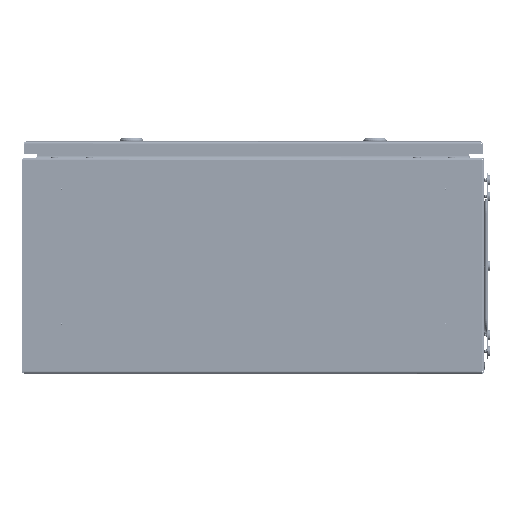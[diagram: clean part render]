
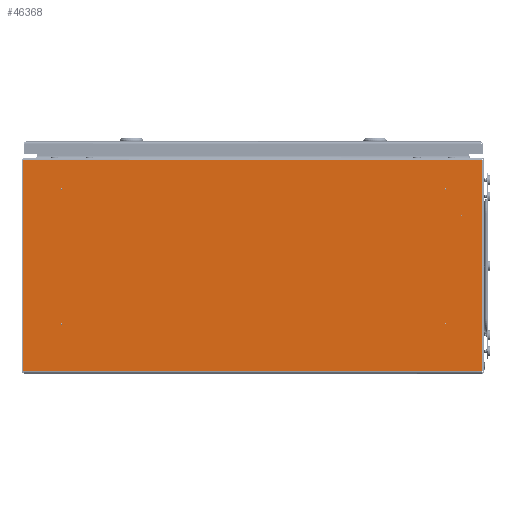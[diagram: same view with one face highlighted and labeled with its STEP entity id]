
A CAD part, left-side view. The second image highlights one B-rep face of the part: STEP entity #46368.
In plain terms, the highlighted planar face has unit normal (-1, 0, 0).
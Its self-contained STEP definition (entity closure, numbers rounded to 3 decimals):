
#287 = DIRECTION ( 'NONE',  ( 0., 0., -1. ) ) ;
#688 = EDGE_CURVE ( 'NONE', #10072, #92681, #68176, .T. ) ;
#1192 = EDGE_CURVE ( 'NONE', #51007, #2278, #3383, .T. ) ;
#2278 = VERTEX_POINT ( 'NONE', #6895 ) ;
#3087 = DIRECTION ( 'NONE',  ( 0., 1., 0. ) ) ;
#3383 = CIRCLE ( 'NONE', #8520, 0.883 ) ;
#4197 = DIRECTION ( 'NONE',  ( -1., 0., 0. ) ) ;
#5350 = CARTESIAN_POINT ( 'NONE',  ( -400., 298.246, 276.6 ) ) ;
#6512 = ORIENTED_EDGE ( 'NONE', *, *, #40437, .F. ) ;
#6883 = EDGE_CURVE ( 'NONE', #32021, #69103, #42704, .T. ) ;
#6895 = CARTESIAN_POINT ( 'NONE',  ( -400., 249., 240.483 ) ) ;
#8520 = AXIS2_PLACEMENT_3D ( 'NONE', #23827, #24207, #60079 ) ;
#8592 = AXIS2_PLACEMENT_3D ( 'NONE', #26677, #34370, #26309 ) ;
#9149 = CARTESIAN_POINT ( 'NONE',  ( -400., -296.6, 294.992 ) ) ;
#10072 = VERTEX_POINT ( 'NONE', #14206 ) ;
#10710 = AXIS2_PLACEMENT_3D ( 'NONE', #57737, #4197, #21512 ) ;
#13115 = CARTESIAN_POINT ( 'NONE',  ( -400., -300., 3.4 ) ) ;
#13726 = CARTESIAN_POINT ( 'NONE',  ( -400., 249., 238.717 ) ) ;
#14026 = AXIS2_PLACEMENT_3D ( 'NONE', #69134, #85761, #85390 ) ;
#14206 = CARTESIAN_POINT ( 'NONE',  ( -400., 249., 63.717 ) ) ;
#15109 = VERTEX_POINT ( 'NONE', #21300 ) ;
#15222 = CARTESIAN_POINT ( 'NONE',  ( -400., -270., 205. ) ) ;
#15971 = ORIENTED_EDGE ( 'NONE', *, *, #72200, .F. ) ;
#17746 = CIRCLE ( 'NONE', #33645, 0.883 ) ;
#18708 = EDGE_CURVE ( 'NONE', #96194, #80433, #58174, .T. ) ;
#19046 = CIRCLE ( 'NONE', #8592, 0.883 ) ;
#20486 = CARTESIAN_POINT ( 'NONE',  ( -400., -249., 64.6 ) ) ;
#21300 = CARTESIAN_POINT ( 'NONE',  ( -400., -249., 240.483 ) ) ;
#21512 = DIRECTION ( 'NONE',  ( 0., 0., -1. ) ) ;
#23827 = CARTESIAN_POINT ( 'NONE',  ( -400., 249., 239.6 ) ) ;
#24207 = DIRECTION ( 'NONE',  ( -1., 0., 0. ) ) ;
#25372 = FACE_BOUND ( 'NONE', #74328, .T. ) ;
#26219 = CARTESIAN_POINT ( 'NONE',  ( -400., -249., 65.483 ) ) ;
#26309 = DIRECTION ( 'NONE',  ( 0., 0., -1. ) ) ;
#26677 = CARTESIAN_POINT ( 'NONE',  ( -400., -249., 64.6 ) ) ;
#26849 = VECTOR ( 'NONE', #86234, 1000. ) ;
#28424 = DIRECTION ( 'NONE',  ( -1., 0., 0. ) ) ;
#29588 = LINE ( 'NONE', #9149, #26849 ) ;
#30647 = EDGE_CURVE ( 'NONE', #96194, #70589, #29588, .T. ) ;
#30980 = CARTESIAN_POINT ( 'NONE',  ( -400., -269.117, 205. ) ) ;
#31271 = DIRECTION ( 'NONE',  ( -1., 0., 0. ) ) ;
#31866 = VECTOR ( 'NONE', #100958, 1000. ) ;
#32021 = VERTEX_POINT ( 'NONE', #76972 ) ;
#32204 = FACE_BOUND ( 'NONE', #88472, .T. ) ;
#33233 = DIRECTION ( 'NONE',  ( 0., 0., -1. ) ) ;
#33645 = AXIS2_PLACEMENT_3D ( 'NONE', #41031, #96574, #104624 ) ;
#33932 = ORIENTED_EDGE ( 'NONE', *, *, #57247, .F. ) ;
#34110 = CARTESIAN_POINT ( 'NONE',  ( -400., 249., 65.483 ) ) ;
#34370 = DIRECTION ( 'NONE',  ( -1., 0., 0. ) ) ;
#35400 = CARTESIAN_POINT ( 'NONE',  ( -400., -249., 63.717 ) ) ;
#36472 = EDGE_LOOP ( 'NONE', ( #52310, #59165 ) ) ;
#37250 = DIRECTION ( 'NONE',  ( 0., 0., -1. ) ) ;
#37454 = EDGE_CURVE ( 'NONE', #2278, #51007, #66051, .T. ) ;
#37797 = EDGE_CURVE ( 'NONE', #114111, #15109, #17746, .T. ) ;
#40437 = EDGE_CURVE ( 'NONE', #92681, #10072, #113869, .T. ) ;
#41031 = CARTESIAN_POINT ( 'NONE',  ( -400., -249., 239.6 ) ) ;
#41167 = DIRECTION ( 'NONE',  ( 0., 0., 1. ) ) ;
#41488 = LINE ( 'NONE', #13115, #31866 ) ;
#42704 = CIRCLE ( 'NONE', #84834, 0.883 ) ;
#43245 = FACE_BOUND ( 'NONE', #56033, .T. ) ;
#45504 = ORIENTED_EDGE ( 'NONE', *, *, #99340, .F. ) ;
#46368 = ADVANCED_FACE ( 'NONE', ( #95764, #25372, #43245, #63980, #32204, #105336 ), #61996, .F. ) ;
#48630 = EDGE_CURVE ( 'NONE', #70589, #59602, #41488, .T. ) ;
#49018 = CARTESIAN_POINT ( 'NONE',  ( -400., -249., 239.6 ) ) ;
#49596 = ORIENTED_EDGE ( 'NONE', *, *, #37797, .F. ) ;
#51007 = VERTEX_POINT ( 'NONE', #13726 ) ;
#51350 = LINE ( 'NONE', #112798, #92610 ) ;
#52310 = ORIENTED_EDGE ( 'NONE', *, *, #96571, .F. ) ;
#55987 = DIRECTION ( 'NONE',  ( 0., 0., -1. ) ) ;
#56033 = EDGE_LOOP ( 'NONE', ( #33932, #49596 ) ) ;
#56905 = EDGE_LOOP ( 'NONE', ( #67186, #72140, #96527, #45504 ) ) ;
#57247 = EDGE_CURVE ( 'NONE', #15109, #114111, #87949, .T. ) ;
#57310 = CARTESIAN_POINT ( 'NONE',  ( -400., -249., 238.717 ) ) ;
#57737 = CARTESIAN_POINT ( 'NONE',  ( -400., -270., 205. ) ) ;
#58174 = LINE ( 'NONE', #72851, #102305 ) ;
#59165 = ORIENTED_EDGE ( 'NONE', *, *, #6883, .F. ) ;
#59602 = VERTEX_POINT ( 'NONE', #71770 ) ;
#60079 = DIRECTION ( 'NONE',  ( 0., 0., -1. ) ) ;
#61025 = CARTESIAN_POINT ( 'NONE',  ( -400., -300., 276.6 ) ) ;
#61224 = DIRECTION ( 'NONE',  ( 1., 0., 0. ) ) ;
#61634 = CIRCLE ( 'NONE', #93037, 0.883 ) ;
#61996 = PLANE ( 'NONE',  #82229 ) ;
#63314 = DIRECTION ( 'NONE',  ( -1., 0., 0. ) ) ;
#63980 = FACE_BOUND ( 'NONE', #99209, .T. ) ;
#64731 = ORIENTED_EDGE ( 'NONE', *, *, #81956, .F. ) ;
#66047 = AXIS2_PLACEMENT_3D ( 'NONE', #84199, #108768, #55987 ) ;
#66051 = CIRCLE ( 'NONE', #74969, 0.883 ) ;
#66750 = ORIENTED_EDGE ( 'NONE', *, *, #37454, .F. ) ;
#67186 = ORIENTED_EDGE ( 'NONE', *, *, #48630, .F. ) ;
#68176 = CIRCLE ( 'NONE', #66047, 0.883 ) ;
#68942 = VERTEX_POINT ( 'NONE', #35400 ) ;
#69103 = VERTEX_POINT ( 'NONE', #30980 ) ;
#69134 = CARTESIAN_POINT ( 'NONE',  ( -400., 249., 64.6 ) ) ;
#70589 = VERTEX_POINT ( 'NONE', #95899 ) ;
#71770 = CARTESIAN_POINT ( 'NONE',  ( -400., 298.246, 3.4 ) ) ;
#72140 = ORIENTED_EDGE ( 'NONE', *, *, #30647, .F. ) ;
#72200 = EDGE_CURVE ( 'NONE', #68942, #107954, #61634, .T. ) ;
#72851 = CARTESIAN_POINT ( 'NONE',  ( -400., -300., 276.6 ) ) ;
#74328 = EDGE_LOOP ( 'NONE', ( #64731, #15971 ) ) ;
#74969 = AXIS2_PLACEMENT_3D ( 'NONE', #107433, #28424, #37250 ) ;
#76854 = DIRECTION ( 'NONE',  ( -1., 0., 0. ) ) ;
#76972 = CARTESIAN_POINT ( 'NONE',  ( -400., -270.883, 205. ) ) ;
#79993 = CIRCLE ( 'NONE', #10710, 0.883 ) ;
#80433 = VERTEX_POINT ( 'NONE', #5350 ) ;
#81441 = DIRECTION ( 'NONE',  ( 0., 0., -1. ) ) ;
#81956 = EDGE_CURVE ( 'NONE', #107954, #68942, #19046, .T. ) ;
#82229 = AXIS2_PLACEMENT_3D ( 'NONE', #61025, #61224, #287 ) ;
#82722 = AXIS2_PLACEMENT_3D ( 'NONE', #49018, #31271, #102597 ) ;
#84199 = CARTESIAN_POINT ( 'NONE',  ( -400., 249., 64.6 ) ) ;
#84834 = AXIS2_PLACEMENT_3D ( 'NONE', #15222, #76854, #33233 ) ;
#85390 = DIRECTION ( 'NONE',  ( 0., 0., -1. ) ) ;
#85761 = DIRECTION ( 'NONE',  ( -1., 0., 0. ) ) ;
#86234 = DIRECTION ( 'NONE',  ( 0., 0., -1. ) ) ;
#87949 = CIRCLE ( 'NONE', #82722, 0.883 ) ;
#88472 = EDGE_LOOP ( 'NONE', ( #66750, #103705 ) ) ;
#89546 = ORIENTED_EDGE ( 'NONE', *, *, #688, .F. ) ;
#92610 = VECTOR ( 'NONE', #41167, 1000. ) ;
#92681 = VERTEX_POINT ( 'NONE', #34110 ) ;
#93037 = AXIS2_PLACEMENT_3D ( 'NONE', #20486, #63314, #81441 ) ;
#95764 = FACE_BOUND ( 'NONE', #36472, .T. ) ;
#95899 = CARTESIAN_POINT ( 'NONE',  ( -400., -296.6, 3.4 ) ) ;
#96027 = CARTESIAN_POINT ( 'NONE',  ( -400., -296.6, 276.6 ) ) ;
#96194 = VERTEX_POINT ( 'NONE', #96027 ) ;
#96527 = ORIENTED_EDGE ( 'NONE', *, *, #18708, .T. ) ;
#96571 = EDGE_CURVE ( 'NONE', #69103, #32021, #79993, .T. ) ;
#96574 = DIRECTION ( 'NONE',  ( -1., 0., 0. ) ) ;
#99209 = EDGE_LOOP ( 'NONE', ( #6512, #89546 ) ) ;
#99340 = EDGE_CURVE ( 'NONE', #59602, #80433, #51350, .T. ) ;
#100958 = DIRECTION ( 'NONE',  ( 0., 1., 0. ) ) ;
#102305 = VECTOR ( 'NONE', #3087, 1000. ) ;
#102597 = DIRECTION ( 'NONE',  ( 0., 0., -1. ) ) ;
#103705 = ORIENTED_EDGE ( 'NONE', *, *, #1192, .F. ) ;
#104624 = DIRECTION ( 'NONE',  ( 0., 0., -1. ) ) ;
#105336 = FACE_OUTER_BOUND ( 'NONE', #56905, .T. ) ;
#107433 = CARTESIAN_POINT ( 'NONE',  ( -400., 249., 239.6 ) ) ;
#107954 = VERTEX_POINT ( 'NONE', #26219 ) ;
#108768 = DIRECTION ( 'NONE',  ( -1., 0., 0. ) ) ;
#112798 = CARTESIAN_POINT ( 'NONE',  ( -400., 298.246, 276.6 ) ) ;
#113869 = CIRCLE ( 'NONE', #14026, 0.883 ) ;
#114111 = VERTEX_POINT ( 'NONE', #57310 ) ;
